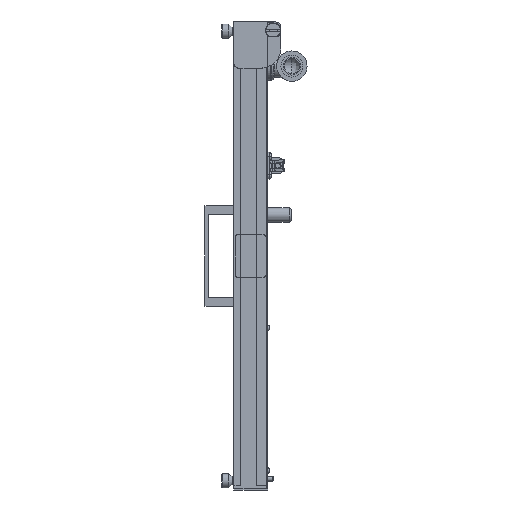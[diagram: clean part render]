
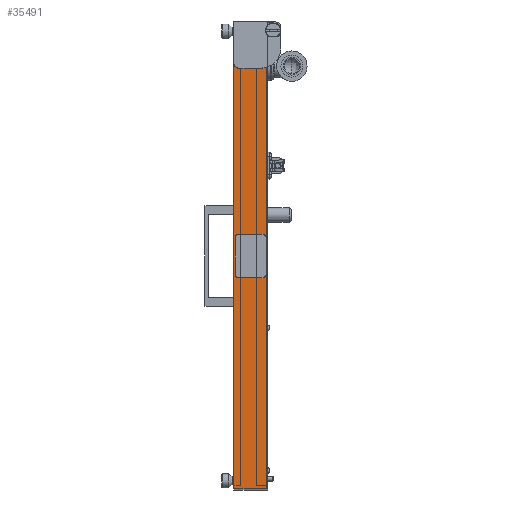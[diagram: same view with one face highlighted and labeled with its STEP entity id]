
A CAD part, left-side view. The second image highlights one B-rep face of the part: STEP entity #35491.
In plain terms, the highlighted face is planar.
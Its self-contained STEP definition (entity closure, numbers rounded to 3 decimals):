
#1939 = ORIENTED_EDGE ( 'NONE', *, *, #9312, .T. ) ;
#2599 = VECTOR ( 'NONE', #47996, 1000. ) ;
#2965 = VERTEX_POINT ( 'NONE', #59700 ) ;
#5387 = EDGE_CURVE ( 'NONE', #13265, #2965, #41550, .T. ) ;
#5710 = EDGE_LOOP ( 'NONE', ( #8334, #27233, #68477, #9248, #69926, #1939 ) ) ;
#7773 = DIRECTION ( 'NONE',  ( 0., 0., -1. ) ) ;
#8334 = ORIENTED_EDGE ( 'NONE', *, *, #24897, .F. ) ;
#8964 = FACE_OUTER_BOUND ( 'NONE', #5710, .T. ) ;
#9074 = CARTESIAN_POINT ( 'NONE',  ( 277.5, 28., -188. ) ) ;
#9193 = LINE ( 'NONE', #48681, #30874 ) ;
#9248 = ORIENTED_EDGE ( 'NONE', *, *, #15476, .F. ) ;
#9312 = EDGE_CURVE ( 'NONE', #2965, #57983, #9193, .T. ) ;
#12408 = CARTESIAN_POINT ( 'NONE',  ( 277.5, 33., 228. ) ) ;
#13265 = VERTEX_POINT ( 'NONE', #12408 ) ;
#15476 = EDGE_CURVE ( 'NONE', #13265, #60505, #52900, .T. ) ;
#18044 = EDGE_CURVE ( 'NONE', #49966, #56130, #47621, .T. ) ;
#18937 = CARTESIAN_POINT ( 'NONE',  ( 277.5, 33., -183. ) ) ;
#24897 = EDGE_CURVE ( 'NONE', #56130, #57983, #48703, .T. ) ;
#25505 = DIRECTION ( 'NONE',  ( 0., -1., 0. ) ) ;
#25554 = AXIS2_PLACEMENT_3D ( 'NONE', #9074, #31813, #54542 ) ;
#27233 = ORIENTED_EDGE ( 'NONE', *, *, #18044, .F. ) ;
#27888 = CIRCLE ( 'NONE', #25554, 5. ) ;
#30391 = CARTESIAN_POINT ( 'NONE',  ( 277.5, 0., -184.265 ) ) ;
#30858 = AXIS2_PLACEMENT_3D ( 'NONE', #58998, #69845, #41494 ) ;
#30874 = VECTOR ( 'NONE', #60268, 1000. ) ;
#31813 = DIRECTION ( 'NONE',  ( -1., 0., 0. ) ) ;
#33907 = DIRECTION ( 'NONE',  ( -1., 0., 0. ) ) ;
#34335 = EDGE_CURVE ( 'NONE', #49966, #60505, #27888, .T. ) ;
#35491 = ADVANCED_FACE ( 'NONE', ( #8964 ), #54424, .F. ) ;
#36370 = CARTESIAN_POINT ( 'NONE',  ( 277.5, 33., -188. ) ) ;
#39511 = DIRECTION ( 'NONE',  ( 0., 0., 1. ) ) ;
#41494 = DIRECTION ( 'NONE',  ( 0., 0., -1. ) ) ;
#41550 = LINE ( 'NONE', #48213, #51220 ) ;
#41654 = VECTOR ( 'NONE', #7773, 1000. ) ;
#42536 = CARTESIAN_POINT ( 'NONE',  ( 277.5, 7., -183. ) ) ;
#46909 = AXIS2_PLACEMENT_3D ( 'NONE', #71628, #33907, #39511 ) ;
#47621 = LINE ( 'NONE', #18937, #2599 ) ;
#47996 = DIRECTION ( 'NONE',  ( 0., -1., 0. ) ) ;
#48213 = CARTESIAN_POINT ( 'NONE',  ( 277.5, 33., 228. ) ) ;
#48681 = CARTESIAN_POINT ( 'NONE',  ( 277.5, 0., -228. ) ) ;
#48703 = CIRCLE ( 'NONE', #30858, 20. ) ;
#49966 = VERTEX_POINT ( 'NONE', #53494 ) ;
#51220 = VECTOR ( 'NONE', #25505, 1000. ) ;
#52900 = LINE ( 'NONE', #57769, #41654 ) ;
#53494 = CARTESIAN_POINT ( 'NONE',  ( 277.5, 28., -183. ) ) ;
#54424 = PLANE ( 'NONE',  #46909 ) ;
#54542 = DIRECTION ( 'NONE',  ( 0., 0., 1. ) ) ;
#56130 = VERTEX_POINT ( 'NONE', #42536 ) ;
#57769 = CARTESIAN_POINT ( 'NONE',  ( 277.5, 33., -228. ) ) ;
#57983 = VERTEX_POINT ( 'NONE', #30391 ) ;
#58998 = CARTESIAN_POINT ( 'NONE',  ( 277.5, 7., -203. ) ) ;
#59700 = CARTESIAN_POINT ( 'NONE',  ( 277.5, 0., 228. ) ) ;
#60268 = DIRECTION ( 'NONE',  ( 0., 0., -1. ) ) ;
#60505 = VERTEX_POINT ( 'NONE', #36370 ) ;
#68477 = ORIENTED_EDGE ( 'NONE', *, *, #34335, .T. ) ;
#69845 = DIRECTION ( 'NONE',  ( 1., 0., 0. ) ) ;
#69926 = ORIENTED_EDGE ( 'NONE', *, *, #5387, .T. ) ;
#71628 = CARTESIAN_POINT ( 'NONE',  ( 277.5, 33., -228. ) ) ;
